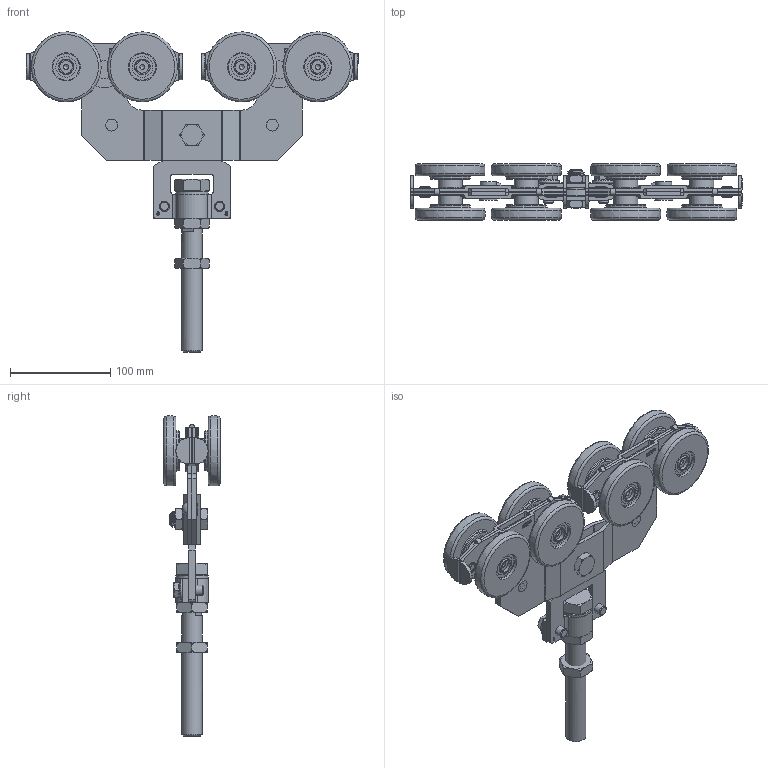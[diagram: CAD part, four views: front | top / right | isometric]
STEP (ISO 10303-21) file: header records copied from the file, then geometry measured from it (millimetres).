
FILE_DESCRIPTION(/* description */ (''),/* implementation_level */ '2;1');
FILE_NAME(/* name */ '2288SL.stp',/* time_stamp */ '2016-11-15T09:33:52+01:00',/* author */ ('Giuliano'),/* organization */ (''),/* preprocessor_version */ 'ST-DEVELOPER v16.5',/* originating_system */ 'Autodesk Inventor 2017',/* authorisation */ '');
FILE_SCHEMA (('AUTOMOTIVE_DESIGN { 1 0 10303 214 3 1 1 }'));
Length unit declared in the file: millimetre
Products named in the file (22): 2288SL; 15210; 15335; 15336; 15004; 15746; 15180; 14142; 14142 corps; 14142 helicoidal; 15085; 15003; 06014; 06017; GALB70S; 16114; 09065; 09008; 04523; 09018; 09022; 17197
Assembly tree (46 placements, depth 3):
  2288SL
    15210  x2
    15335  x4
    15336  x8
    15004
    15746
    15180  x4
    14142
      14142 corps
      14142 helicoidal
    15085  x2
    15003
    06014
    06017  x2
    GALB70S  x8
      16114
      09065
      09008
    04523  x2
    09018
    09022  x2
    17197
Bounding box: 331 x 56 x 319.5 mm (x, y, z)
Volume: 776950.8 mm3; surface area: 378949.6 mm2
Topology: 124 solids, 140 shells, 2220 faces, 5504 edges, 3583 vertices
Faces by surface type: plane 1035, cylinder 633, torus 234, bspline 226, sphere 60, cone 32
Full cylindrical faces by diameter (mm): 1.342 x4, 1.458 x4, 2.5 x16, 5 x8, 5.2 x16, 6 x4, 6.2 x4, 8.376 x2, 10 x2, 10.1 x2, 10.4 x8, 11.835 x1, 12 x3, 12.5 x8, 14.3 x1, 14.8 x8, 15 x8, 15.2 x8, 15.8 x2, 16 x1, 16.2 x15, 17.294 x2, 18 x2, 20 x10, 20.542 x16, 24 x8, 26.458 x16, 27.7 x1, 28 x8, 32 x9
Entity records: 24454 total; most frequent: CARTESIAN_POINT 6812, ORIENTED_EDGE 3530, DIRECTION 3325, EDGE_CURVE 1753, AXIS2_PLACEMENT_3D 1196, VERTEX_POINT 1194, LINE 933, VECTOR 933
